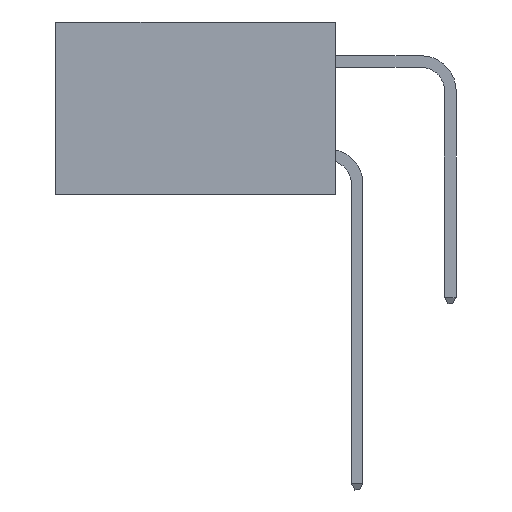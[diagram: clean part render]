
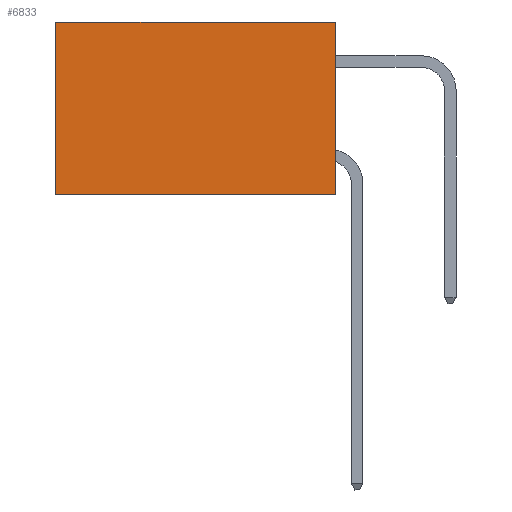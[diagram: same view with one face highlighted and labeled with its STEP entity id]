
A CAD part, left-side view. The second image highlights one B-rep face of the part: STEP entity #6833.
In plain terms, the highlighted planar face has unit normal (-1, 0, 0).
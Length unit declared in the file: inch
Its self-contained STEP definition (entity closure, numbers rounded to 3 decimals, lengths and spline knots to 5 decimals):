
#11 = DIRECTION ( 'NONE',  ( 0., 0., -1. ) ) ;
#52 = PLANE ( 'NONE',  #9362 ) ;
#1385 = VERTEX_POINT ( 'NONE', #4095 ) ;
#1816 = EDGE_CURVE ( 'NONE', #5375, #1385, #4740, .T. ) ;
#2322 = VECTOR ( 'NONE', #15492, 39.37008 ) ;
#2332 = EDGE_CURVE ( 'NONE', #5240, #14572, #15409, .T. ) ;
#2479 = DIRECTION ( 'NONE',  ( 1., 0., 0. ) ) ;
#2551 = LINE ( 'NONE', #8625, #11563 ) ;
#3636 = VECTOR ( 'NONE', #11, 39.37008 ) ;
#4095 = CARTESIAN_POINT ( 'NONE',  ( 0.2875, 0., -0.37 ) ) ;
#4740 = LINE ( 'NONE', #14566, #3636 ) ;
#4786 = CARTESIAN_POINT ( 'NONE',  ( 0.2875, 0., 0. ) ) ;
#5143 = VECTOR ( 'NONE', #15192, 39.37008 ) ;
#5240 = VERTEX_POINT ( 'NONE', #13480 ) ;
#5330 = LINE ( 'NONE', #13889, #5143 ) ;
#5375 = VERTEX_POINT ( 'NONE', #4786 ) ;
#5897 = EDGE_LOOP ( 'NONE', ( #14657, #14049, #15014, #14948 ) ) ;
#5908 = CARTESIAN_POINT ( 'NONE',  ( 0.2875, 0.6, 0. ) ) ;
#6833 = ADVANCED_FACE ( 'NONE', ( #9146 ), #52, .F. ) ;
#7246 = DIRECTION ( 'NONE',  ( 0., 0., -1. ) ) ;
#7702 = DIRECTION ( 'NONE',  ( 0., 1., 0. ) ) ;
#8625 = CARTESIAN_POINT ( 'NONE',  ( 0.2875, 0., 0. ) ) ;
#9146 = FACE_OUTER_BOUND ( 'NONE', #5897, .T. ) ;
#9362 = AXIS2_PLACEMENT_3D ( 'NONE', #9617, #2479, #7246 ) ;
#9617 = CARTESIAN_POINT ( 'NONE',  ( 0.2875, 0., 0. ) ) ;
#11563 = VECTOR ( 'NONE', #7702, 39.37008 ) ;
#13461 = EDGE_CURVE ( 'NONE', #5375, #5240, #2551, .T. ) ;
#13480 = CARTESIAN_POINT ( 'NONE',  ( 0.2875, 0.6, 0. ) ) ;
#13555 = EDGE_CURVE ( 'NONE', #1385, #14572, #5330, .T. ) ;
#13889 = CARTESIAN_POINT ( 'NONE',  ( 0.2875, 0., -0.37 ) ) ;
#14049 = ORIENTED_EDGE ( 'NONE', *, *, #13555, .F. ) ;
#14566 = CARTESIAN_POINT ( 'NONE',  ( 0.2875, 0., 0. ) ) ;
#14572 = VERTEX_POINT ( 'NONE', #14575 ) ;
#14575 = CARTESIAN_POINT ( 'NONE',  ( 0.2875, 0.6, -0.37 ) ) ;
#14657 = ORIENTED_EDGE ( 'NONE', *, *, #2332, .T. ) ;
#14948 = ORIENTED_EDGE ( 'NONE', *, *, #13461, .T. ) ;
#15014 = ORIENTED_EDGE ( 'NONE', *, *, #1816, .F. ) ;
#15192 = DIRECTION ( 'NONE',  ( 0., 1., 0. ) ) ;
#15409 = LINE ( 'NONE', #5908, #2322 ) ;
#15492 = DIRECTION ( 'NONE',  ( 0., 0., -1. ) ) ;
